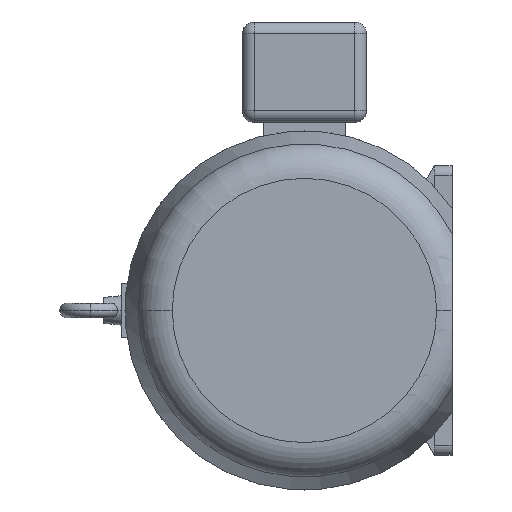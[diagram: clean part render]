
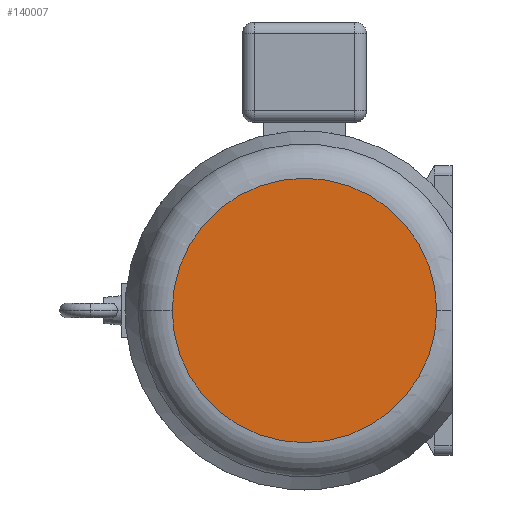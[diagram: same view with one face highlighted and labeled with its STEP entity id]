
A CAD part, left-side view. The second image highlights one B-rep face of the part: STEP entity #140007.
In plain terms, the highlighted planar face has unit normal (-1, 0, 0).
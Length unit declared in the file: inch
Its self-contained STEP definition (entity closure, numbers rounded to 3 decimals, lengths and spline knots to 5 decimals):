
#921 = EDGE_CURVE ( 'Defeatured_0_315+Defeatured_0_176+Defeatured_0_176+Defeatured_0_176', #127681, #119197, #12529, .T. ) ;
#4268 = DIRECTION ( 'NONE',  ( 0., -1., 0. ) ) ;
#12529 = CIRCLE ( 'NONE', #151407, 5.59827 ) ;
#15978 = ORIENTED_EDGE ( 'NONE', *, *, #921, .F. ) ;
#17102 = AXIS2_PLACEMENT_3D ( 'NONE', #91199, #140372, #4268 ) ;
#21796 = DIRECTION ( 'NONE',  ( 0., -1., 0. ) ) ;
#27143 = CARTESIAN_POINT ( 'NONE',  ( -33.44, -5.59827, 0. ) ) ;
#33879 = PLANE ( 'NONE',  #144207 ) ;
#44637 = CARTESIAN_POINT ( 'NONE',  ( -33.44, 5.59827, 0. ) ) ;
#45922 = FACE_OUTER_BOUND ( 'NONE', #118113, .T. ) ;
#52743 = DIRECTION ( 'NONE',  ( 1., 0., 0. ) ) ;
#59522 = DIRECTION ( 'NONE',  ( 1., 0., 0. ) ) ;
#91199 = CARTESIAN_POINT ( 'NONE',  ( -33.44, 0., 0. ) ) ;
#113973 = CARTESIAN_POINT ( 'NONE',  ( -33.44, 0., 0. ) ) ;
#118113 = EDGE_LOOP ( 'NONE', ( #135274, #15978 ) ) ;
#119197 = VERTEX_POINT ( 'NONE', #27143 ) ;
#127681 = VERTEX_POINT ( 'NONE', #44637 ) ;
#135274 = ORIENTED_EDGE ( 'NONE', *, *, #157430, .F. ) ;
#140007 = ADVANCED_FACE ( 'Defeatured_0_176', ( #45922 ), #33879, .F. ) ;
#140372 = DIRECTION ( 'NONE',  ( 1., 0., 0. ) ) ;
#140568 = DIRECTION ( 'NONE',  ( 0., -1., 0. ) ) ;
#143269 = CIRCLE ( 'NONE', #17102, 5.59827 ) ;
#143467 = CARTESIAN_POINT ( 'NONE',  ( -33.44, 5.59827, 0. ) ) ;
#144207 = AXIS2_PLACEMENT_3D ( 'NONE', #143467, #59522, #21796 ) ;
#151407 = AXIS2_PLACEMENT_3D ( 'NONE', #113973, #52743, #140568 ) ;
#157430 = EDGE_CURVE ( 'Defeatured_0_315+Defeatured_0_176+Defeatured_0_176+Defeatured_0_176', #119197, #127681, #143269, .T. ) ;
